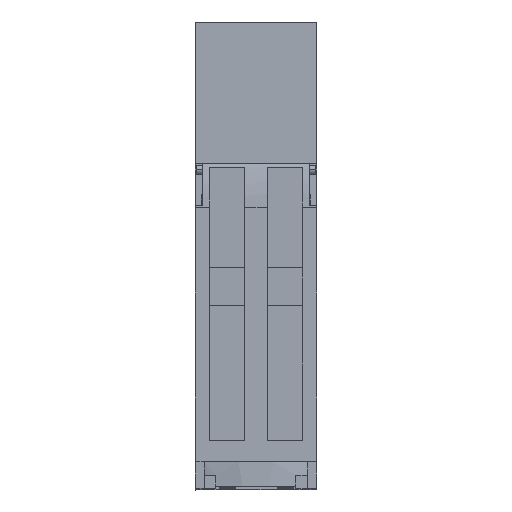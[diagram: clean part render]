
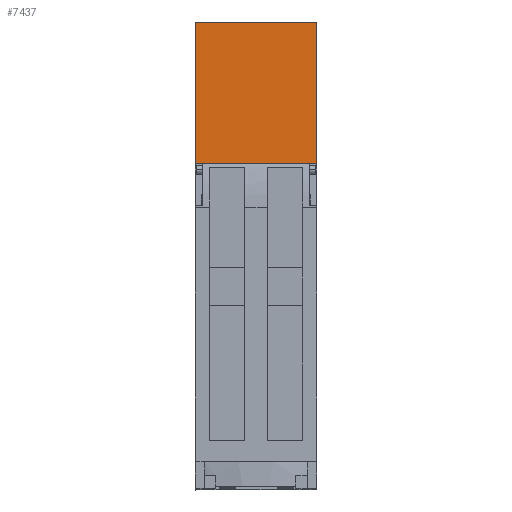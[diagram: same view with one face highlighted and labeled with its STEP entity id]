
A CAD part, front view. The second image highlights one B-rep face of the part: STEP entity #7437.
In plain terms, the highlighted planar face has unit normal (0, -1, 0.009).
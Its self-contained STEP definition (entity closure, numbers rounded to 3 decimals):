
#7406=AXIS2_PLACEMENT_3D('Plane Axis2P3D',#7403,#7404,#7405) ;
#109=CARTESIAN_POINT('Vertex',(14.4,53.961,26.871)) ;
#112=CARTESIAN_POINT('Line Origine',(14.4,53.992,30.436)) ;
#116=CARTESIAN_POINT('Vertex',(14.4,54.023,34.)) ;
#263=CARTESIAN_POINT('Vertex',(1.4,54.023,34.)) ;
#267=CARTESIAN_POINT('Control Point',(1.4,54.023,34.)) ;
#268=CARTESIAN_POINT('Control Point',(1.4,54.01,32.574)) ;
#269=CARTESIAN_POINT('Control Point',(1.4,53.998,31.149)) ;
#270=CARTESIAN_POINT('Control Point',(1.4,53.986,29.723)) ;
#271=CARTESIAN_POINT('Control Point',(1.4,53.973,28.297)) ;
#272=CARTESIAN_POINT('Control Point',(1.4,53.961,26.871)) ;
#273=CARTESIAN_POINT('Vertex',(1.4,53.961,26.871)) ;
#5030=CARTESIAN_POINT('Line Origine',(7.9,54.023,34.)) ;
#6319=CARTESIAN_POINT('Line Origine',(0.7,53.961,26.871)) ;
#6323=CARTESIAN_POINT('Vertex',(0.,53.961,26.871)) ;
#7384=CARTESIAN_POINT('Line Origine',(15.1,53.961,26.871)) ;
#7388=CARTESIAN_POINT('Vertex',(15.8,53.961,26.871)) ;
#7403=CARTESIAN_POINT('Axis2P3D Location',(0.15,54.023,34.)) ;
#7408=CARTESIAN_POINT('Line Origine',(7.9,54.258,60.992)) ;
#7412=CARTESIAN_POINT('Vertex',(0.,54.258,60.992)) ;
#7414=CARTESIAN_POINT('Vertex',(15.8,54.258,60.992)) ;
#7417=CARTESIAN_POINT('Line Origine',(0.,54.11,43.932)) ;
#7422=CARTESIAN_POINT('Line Origine',(15.8,54.11,43.932)) ;
#113=DIRECTION('Vector Direction',(0.,0.009,1.)) ;
#5031=DIRECTION('Vector Direction',(1.,0.,0.)) ;
#6320=DIRECTION('Vector Direction',(-1.,0.,0.)) ;
#7385=DIRECTION('Vector Direction',(1.,0.,0.)) ;
#7404=DIRECTION('Axis2P3D Direction',(0.,1.,-0.009)) ;
#7405=DIRECTION('Axis2P3D XDirection',(0.,0.009,1.)) ;
#7409=DIRECTION('Vector Direction',(1.,0.,0.)) ;
#7418=DIRECTION('Vector Direction',(0.,-0.009,-1.)) ;
#7423=DIRECTION('Vector Direction',(0.,0.009,1.)) ;
#114=VECTOR('Line Direction',#113,1.) ;
#5032=VECTOR('Line Direction',#5031,1.) ;
#6321=VECTOR('Line Direction',#6320,1.) ;
#7386=VECTOR('Line Direction',#7385,1.) ;
#7410=VECTOR('Line Direction',#7409,1.) ;
#7419=VECTOR('Line Direction',#7418,1.) ;
#7424=VECTOR('Line Direction',#7423,1.) ;
#7428=ORIENTED_EDGE('',*,*,#7416,.F.) ;
#7429=ORIENTED_EDGE('',*,*,#7421,.F.) ;
#7430=ORIENTED_EDGE('',*,*,#6325,.T.) ;
#7431=ORIENTED_EDGE('',*,*,#275,.F.) ;
#7432=ORIENTED_EDGE('',*,*,#5034,.T.) ;
#7433=ORIENTED_EDGE('',*,*,#118,.F.) ;
#7434=ORIENTED_EDGE('',*,*,#7390,.F.) ;
#7435=ORIENTED_EDGE('',*,*,#7426,.F.) ;
#7437=ADVANCED_FACE('Hauptk\X2\00F6\X0\rper',(#7436),#7407,.F.) ;
#266=B_SPLINE_CURVE_WITH_KNOTS('',5,(#267,#268,#269,#270,#271,#272),.UNSPECIFIED.,.F.,.U.,(6,6),(0.,7.129),.UNSPECIFIED.) ;
#118=EDGE_CURVE('',#110,#117,#115,.T.) ;
#275=EDGE_CURVE('',#264,#274,#266,.T.) ;
#5034=EDGE_CURVE('',#264,#117,#5033,.T.) ;
#6325=EDGE_CURVE('',#6324,#274,#6322,.F.) ;
#7390=EDGE_CURVE('',#7389,#110,#7387,.F.) ;
#7416=EDGE_CURVE('',#7413,#7415,#7411,.T.) ;
#7421=EDGE_CURVE('',#6324,#7413,#7420,.F.) ;
#7426=EDGE_CURVE('',#7415,#7389,#7425,.F.) ;
#7427=EDGE_LOOP('',(#7428,#7429,#7430,#7431,#7432,#7433,#7434,#7435)) ;
#7436=FACE_OUTER_BOUND('',#7427,.T.) ;
#115=LINE('Line',#112,#114) ;
#5033=LINE('Line',#5030,#5032) ;
#6322=LINE('Line',#6319,#6321) ;
#7387=LINE('Line',#7384,#7386) ;
#7411=LINE('Line',#7408,#7410) ;
#7420=LINE('Line',#7417,#7419) ;
#7425=LINE('Line',#7422,#7424) ;
#7407=PLANE('',#7406) ;
#110=VERTEX_POINT('',#109) ;
#117=VERTEX_POINT('',#116) ;
#264=VERTEX_POINT('',#263) ;
#274=VERTEX_POINT('',#273) ;
#6324=VERTEX_POINT('',#6323) ;
#7389=VERTEX_POINT('',#7388) ;
#7413=VERTEX_POINT('',#7412) ;
#7415=VERTEX_POINT('',#7414) ;
